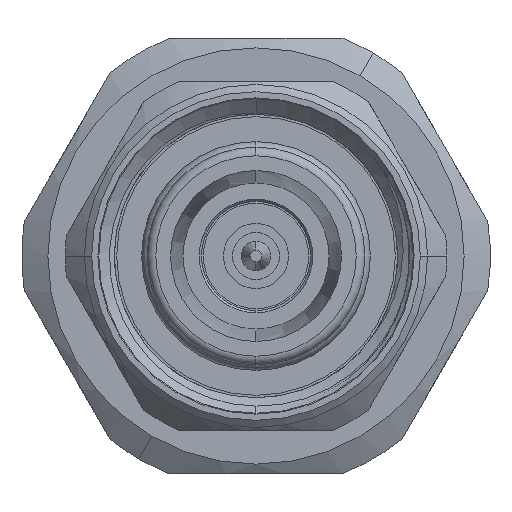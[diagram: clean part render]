
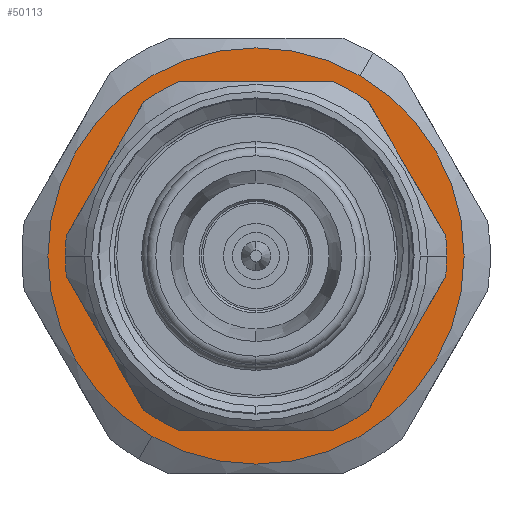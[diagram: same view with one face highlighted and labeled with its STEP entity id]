
A CAD part, left-side view. The second image highlights one B-rep face of the part: STEP entity #50113.
In plain terms, the highlighted planar face has unit normal (-1, 0, 0).
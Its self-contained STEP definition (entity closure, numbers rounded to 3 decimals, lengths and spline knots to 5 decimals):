
#66 = EDGE_CURVE ( 'NONE', #43334, #23888, #22119, .T. ) ;
#4456 = AXIS2_PLACEMENT_3D ( 'NONE', #51386, #7642, #27102 ) ;
#5366 = CARTESIAN_POINT ( 'NONE',  ( 0.76538, -0.14566, 0.27559 ) ) ;
#5553 = CARTESIAN_POINT ( 'NONE',  ( 0.76538, 0., 0. ) ) ;
#5733 = CARTESIAN_POINT ( 'NONE',  ( 0.76538, 0.14566, 0.27559 ) ) ;
#7642 = DIRECTION ( 'NONE',  ( -1., 0., 0. ) ) ;
#7786 = DIRECTION ( 'NONE',  ( 0., -0.5, 0.866 ) ) ;
#7855 = VERTEX_POINT ( 'NONE', #5733 ) ;
#8167 = CARTESIAN_POINT ( 'NONE',  ( 0.76538, -0.14566, -0.27559 ) ) ;
#8776 = EDGE_CURVE ( 'NONE', #7855, #23888, #33117, .T. ) ;
#9021 = ORIENTED_EDGE ( 'NONE', *, *, #17979, .T. ) ;
#11398 = AXIS2_PLACEMENT_3D ( 'NONE', #12545, #46092, #17053 ) ;
#12545 = CARTESIAN_POINT ( 'NONE',  ( 0.76538, 0., 0. ) ) ;
#13750 = ORIENTED_EDGE ( 'NONE', *, *, #15939, .F. ) ;
#13957 = CARTESIAN_POINT ( 'NONE',  ( 0.76538, -0.41834, 0.27559 ) ) ;
#14142 = VECTOR ( 'NONE', #28513, 39.37008 ) ;
#14156 = FACE_OUTER_BOUND ( 'NONE', #38257, .T. ) ;
#14625 = VERTEX_POINT ( 'NONE', #20265 ) ;
#15229 = CARTESIAN_POINT ( 'NONE',  ( 0.76538, 0.18799, -0.32561 ) ) ;
#15939 = EDGE_CURVE ( 'NONE', #7855, #30392, #40764, .T. ) ;
#17053 = DIRECTION ( 'NONE',  ( 0., -0.5, 0.866 ) ) ;
#17067 = DIRECTION ( 'NONE',  ( -1., 0., 0. ) ) ;
#17979 = EDGE_CURVE ( 'NONE', #39985, #30392, #37477, .T. ) ;
#20265 = CARTESIAN_POINT ( 'NONE',  ( 0.76538, -0.18799, 0.32561 ) ) ;
#21063 = VERTEX_POINT ( 'NONE', #15229 ) ;
#22119 = CIRCLE ( 'NONE', #58818, 0.31172 ) ;
#23888 = VERTEX_POINT ( 'NONE', #5366 ) ;
#26936 = CARTESIAN_POINT ( 'NONE',  ( 0.76538, 0., 0. ) ) ;
#27102 = DIRECTION ( 'NONE',  ( 0., -0.5, 0.866 ) ) ;
#28309 = DIRECTION ( 'NONE',  ( 0., -1., 0. ) ) ;
#28513 = DIRECTION ( 'NONE',  ( 0., 1., 0. ) ) ;
#28823 = DIRECTION ( 'NONE',  ( -1., 0., 0. ) ) ;
#29109 = CARTESIAN_POINT ( 'NONE',  ( 0.76538, 0., 0. ) ) ;
#30392 = VERTEX_POINT ( 'NONE', #38629 ) ;
#30726 = DIRECTION ( 'NONE',  ( 0., -0.5, 0.866 ) ) ;
#33117 = LINE ( 'NONE', #13957, #42664 ) ;
#33123 = EDGE_CURVE ( 'NONE', #39985, #43334, #39930, .T. ) ;
#33366 = ORIENTED_EDGE ( 'NONE', *, *, #33123, .F. ) ;
#33591 = DIRECTION ( 'NONE',  ( 0., -0.5, 0.866 ) ) ;
#33633 = CARTESIAN_POINT ( 'NONE',  ( 0.76538, -0.18799, 0.32561 ) ) ;
#35965 = ORIENTED_EDGE ( 'NONE', *, *, #50198, .T. ) ;
#36112 = AXIS2_PLACEMENT_3D ( 'NONE', #33633, #28823, #57567 ) ;
#37477 = LINE ( 'NONE', #57897, #14142 ) ;
#38101 = FACE_BOUND ( 'NONE', #47422, .T. ) ;
#38257 = EDGE_LOOP ( 'NONE', ( #48491, #35965 ) ) ;
#38629 = CARTESIAN_POINT ( 'NONE',  ( 0.76538, 0.14566, -0.27559 ) ) ;
#38802 = EDGE_CURVE ( 'NONE', #21063, #14625, #43153, .T. ) ;
#39930 = CIRCLE ( 'NONE', #11398, 0.31172 ) ;
#39985 = VERTEX_POINT ( 'NONE', #8167 ) ;
#40764 = CIRCLE ( 'NONE', #45869, 0.31172 ) ;
#41484 = ORIENTED_EDGE ( 'NONE', *, *, #66, .F. ) ;
#42664 = VECTOR ( 'NONE', #28309, 39.37008 ) ;
#43153 = CIRCLE ( 'NONE', #4456, 0.37598 ) ;
#43334 = VERTEX_POINT ( 'NONE', #60495 ) ;
#45869 = AXIS2_PLACEMENT_3D ( 'NONE', #26936, #17067, #7786 ) ;
#46092 = DIRECTION ( 'NONE',  ( -1., 0., 0. ) ) ;
#47286 = CIRCLE ( 'NONE', #56462, 0.37598 ) ;
#47422 = EDGE_LOOP ( 'NONE', ( #9021, #13750, #53746, #41484, #33366 ) ) ;
#48491 = ORIENTED_EDGE ( 'NONE', *, *, #38802, .T. ) ;
#49595 = DIRECTION ( 'NONE',  ( -1., 0., 0. ) ) ;
#50113 = ADVANCED_FACE ( 'NONE', ( #38101, #14156 ), #56942, .T. ) ;
#50198 = EDGE_CURVE ( 'NONE', #14625, #21063, #47286, .T. ) ;
#51386 = CARTESIAN_POINT ( 'NONE',  ( 0.76538, 0., 0. ) ) ;
#53746 = ORIENTED_EDGE ( 'NONE', *, *, #8776, .T. ) ;
#56462 = AXIS2_PLACEMENT_3D ( 'NONE', #5553, #49595, #30726 ) ;
#56942 = PLANE ( 'NONE',  #36112 ) ;
#57567 = DIRECTION ( 'NONE',  ( 0., -0.5, 0.866 ) ) ;
#57851 = DIRECTION ( 'NONE',  ( -1., 0., 0. ) ) ;
#57897 = CARTESIAN_POINT ( 'NONE',  ( 0.76538, -0.41834, -0.27559 ) ) ;
#58818 = AXIS2_PLACEMENT_3D ( 'NONE', #29109, #57851, #33591 ) ;
#60495 = CARTESIAN_POINT ( 'NONE',  ( 0.76538, -0.15586, 0.26996 ) ) ;
